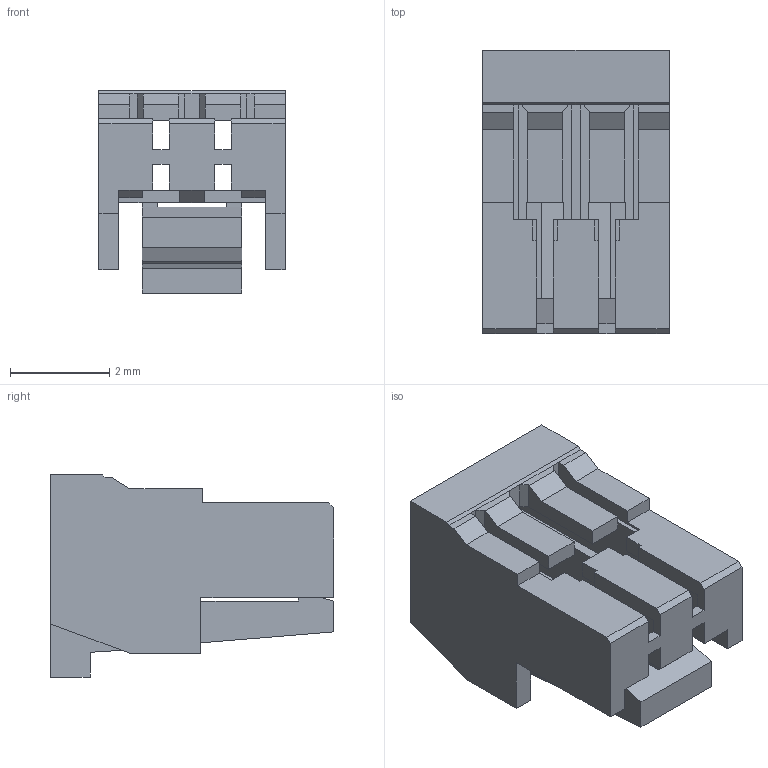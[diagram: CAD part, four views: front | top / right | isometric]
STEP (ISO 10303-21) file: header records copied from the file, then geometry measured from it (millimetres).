
FILE_DESCRIPTION (( 'STEP AP203' ), '1' );
FILE_NAME ('WAFER-GH1.25-2PJK.STEP', '2023-03-08T03:10:32', ( '' ), ( '' ), 'SwSTEP 2.0', 'SolidWorks 2020', '' );
FILE_SCHEMA (( 'CONFIG_CONTROL_DESIGN' ));
Length unit declared in the file: millimetre
Products named in the file (1): WAFER-GH1.25-2PJK
Bounding box: 3.75 x 5.7 x 4.07 mm (x, y, z)
Volume: 36.6 mm3; surface area: 190.8 mm2
Topology: 1 solids, 1 shells, 216 faces, 625 edges, 410 vertices
Faces by surface type: plane 194, cylinder 19, bspline 3
Entity records: 7122 total; most frequent: CARTESIAN_POINT 1331, ORIENTED_EDGE 1250, DIRECTION 1085, EDGE_CURVE 625, LINE 581, VECTOR 581, VERTEX_POINT 410, AXIS2_PLACEMENT_3D 252
